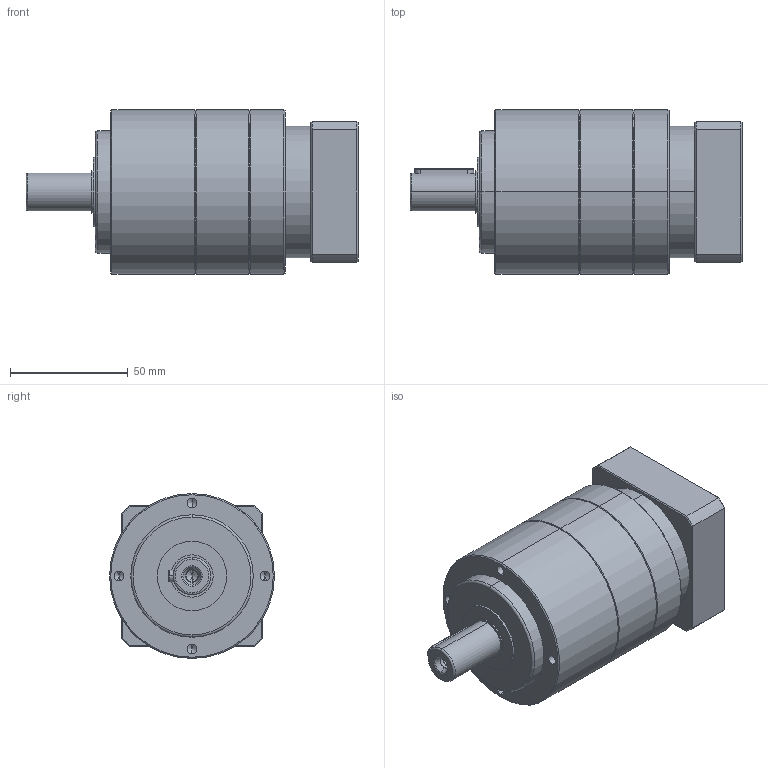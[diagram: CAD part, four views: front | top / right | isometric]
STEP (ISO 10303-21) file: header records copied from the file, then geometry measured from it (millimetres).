
FILE_DESCRIPTION (( 'STEP AP203' ), '1' );
FILE_NAME ('TE070-L2-14-50-70-M4-34-5.STEP', '2020-10-12T08:55:19', ( '' ), ( '' ), 'SwSTEP 2.0', 'SolidWorks 2017', '' );
FILE_SCHEMA (( 'CONFIG_CONTROL_DESIGN' ));
Length unit declared in the file: millimetre
Products named in the file (1): TE070-L2-14-50-70-M4-34-5
Bounding box: 141 x 70 x 70 mm (x, y, z)
Volume: 379337.2 mm3; surface area: 48180.9 mm2
Topology: 4 solids, 4 shells, 179 faces, 394 edges, 227 vertices
Faces by surface type: cylinder 71, cone 56, plane 42, torus 10
Entity records: 5049 total; most frequent: CARTESIAN_POINT 1030, DIRECTION 900, ORIENTED_EDGE 752, EDGE_CURVE 376, AXIS2_PLACEMENT_3D 367, VERTEX_POINT 227, EDGE_LOOP 205, CIRCLE 187
